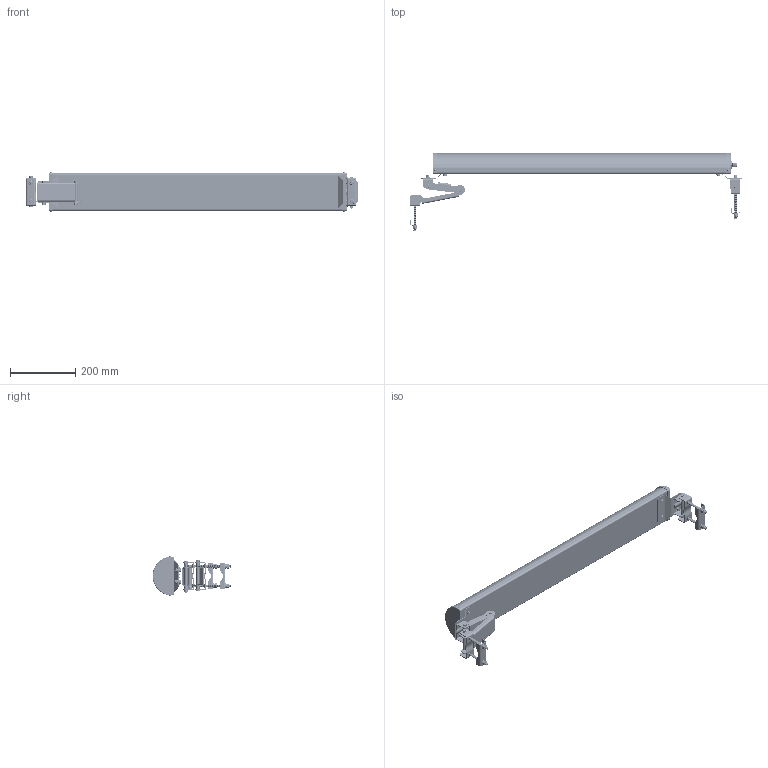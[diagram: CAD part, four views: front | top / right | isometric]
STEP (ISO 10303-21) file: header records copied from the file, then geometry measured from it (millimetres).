
FILE_DESCRIPTION (( 'STEP AP214' ), '1' );
FILE_NAME ('HG2458-13P-180.STEP', '2015-09-29T18:31:16', ( 'L-Com' ), ( 'L-Com Global Connectivity' ), 'SwSTEP 2.0', 'SolidWorks 2014', '' );
FILE_SCHEMA (( 'AUTOMOTIVE_DESIGN' ));
Length unit declared in the file: inch
Products named in the file (7): HG2458-13P-180_ExtentionBracket-4; HG2458-13P-180_ExtentionBracket-3; HG2458-13P-180_ExtentionBracket-2; HG2458-13P-180_ExtentionBracket-1; HG2458-13P-180_bracket; HG2458-13P-180_ANTENNA; HG2458-13P-180
Assembly tree (9 placements, depth 2):
  HG2458-13P-180
    HG2458-13P-180_ANTENNA
    HG2458-13P-180_bracket  x2
    HG2458-13P-180_ExtentionBracket-1
    HG2458-13P-180_ExtentionBracket-2
    HG2458-13P-180_ExtentionBracket-3  x2
    HG2458-13P-180_ExtentionBracket-4  x2
Bounding box: 1020.87 x 241.31 x 121.96 mm (x, y, z)
Volume: 5505047.8 mm3; surface area: 473683.5 mm2
Topology: 11 solids, 13 shells, 5525 faces, 11829 edges, 6458 vertices
Faces by surface type: cone 4128, plane 791, cylinder 405, torus 165, bspline 36
Entity records: 128968 total; most frequent: CARTESIAN_POINT 21267, DIRECTION 18195, ORIENTED_EDGE 15626, EDGE_CURVE 7813, AXIS2_PLACEMENT_3D 7084, VERTEX_POINT 4292, VECTOR 4027, LINE 4027
